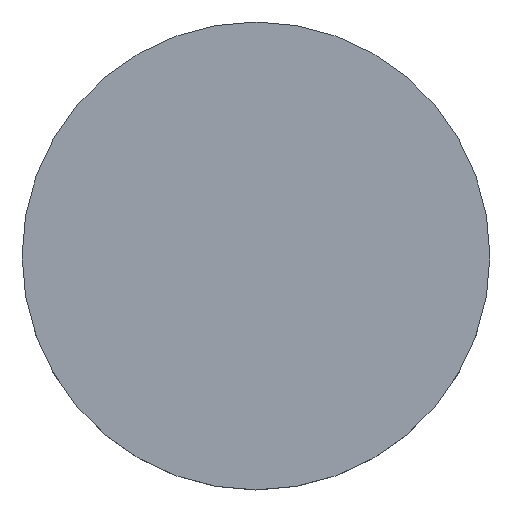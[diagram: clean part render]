
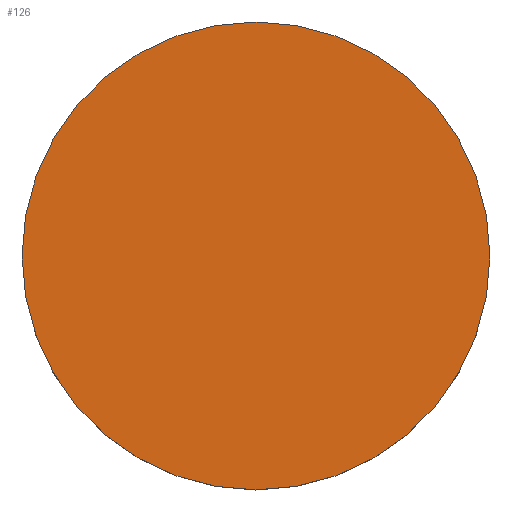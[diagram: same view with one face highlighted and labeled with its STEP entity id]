
A CAD part, top view. The second image highlights one B-rep face of the part: STEP entity #126.
In plain terms, the highlighted planar face has unit normal (0, 0, 1).
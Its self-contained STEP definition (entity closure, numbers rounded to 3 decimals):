
#4 = FACE_OUTER_BOUND ( 'NONE', #65, .T. ) ;
#27 = DIRECTION ( 'NONE',  ( 1., 0., 0. ) ) ;
#31 = PLANE ( 'NONE',  #40 ) ;
#33 = DIRECTION ( 'NONE',  ( 0., 0., -1. ) ) ;
#40 = AXIS2_PLACEMENT_3D ( 'NONE', #49, #169, #27 ) ;
#49 = CARTESIAN_POINT ( 'NONE',  ( 0., 39.066, 4.3 ) ) ;
#50 = CARTESIAN_POINT ( 'NONE',  ( 0., 0., 4.3 ) ) ;
#53 = EDGE_CURVE ( 'NONE', #103, #112, #94, .T. ) ;
#65 = EDGE_LOOP ( 'NONE', ( #198, #180 ) ) ;
#79 = CARTESIAN_POINT ( 'NONE',  ( 0., 0., 4.3 ) ) ;
#94 = CIRCLE ( 'NONE', #224, 19.05 ) ;
#103 = VERTEX_POINT ( 'NONE', #234 ) ;
#112 = VERTEX_POINT ( 'NONE', #168 ) ;
#119 = CIRCLE ( 'NONE', #219, 19.05 ) ;
#126 = ADVANCED_FACE ( 'NONE', ( #4 ), #31, .T. ) ;
#168 = CARTESIAN_POINT ( 'NONE',  ( -19.05, 0., 4.3 ) ) ;
#169 = DIRECTION ( 'NONE',  ( 0., 0., 1. ) ) ;
#180 = ORIENTED_EDGE ( 'NONE', *, *, #222, .F. ) ;
#193 = DIRECTION ( 'NONE',  ( 1., 0., 0. ) ) ;
#198 = ORIENTED_EDGE ( 'NONE', *, *, #53, .F. ) ;
#206 = DIRECTION ( 'NONE',  ( 0., 0., -1. ) ) ;
#219 = AXIS2_PLACEMENT_3D ( 'NONE', #50, #33, #193 ) ;
#222 = EDGE_CURVE ( 'NONE', #112, #103, #119, .T. ) ;
#224 = AXIS2_PLACEMENT_3D ( 'NONE', #79, #206, #225 ) ;
#225 = DIRECTION ( 'NONE',  ( 1., 0., 0. ) ) ;
#234 = CARTESIAN_POINT ( 'NONE',  ( 19.05, 0., 4.3 ) ) ;
